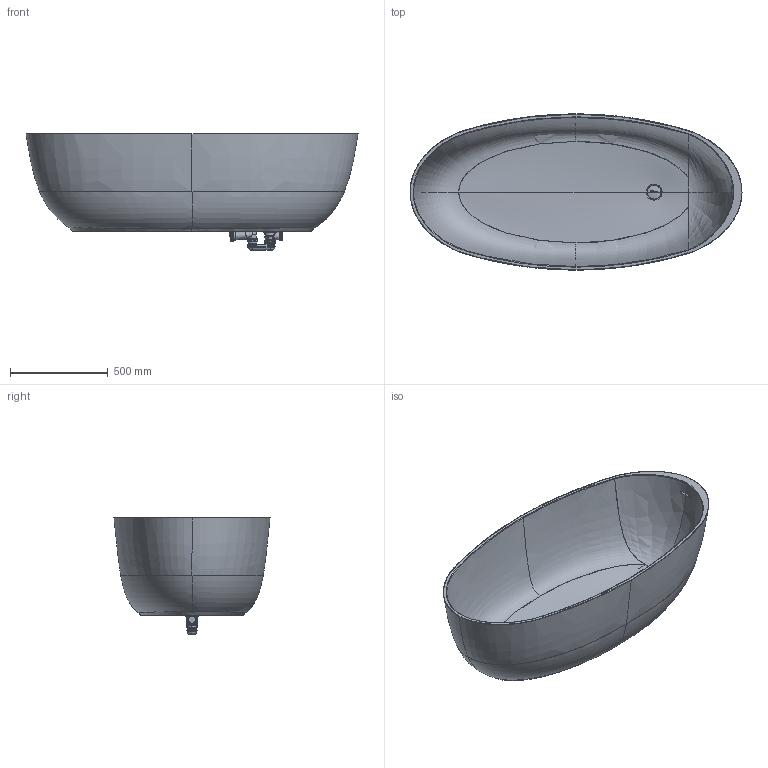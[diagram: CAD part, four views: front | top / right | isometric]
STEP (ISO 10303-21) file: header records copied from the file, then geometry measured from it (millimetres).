
FILE_DESCRIPTION(/* description */ (''),/* implementation_level */ '2;1');
FILE_NAME(/* name */ 'DELIGH~2',/* time_stamp */ '2016-06-28T14:10:02+02:00',/* author */ (''),/* organization */ (''),/* preprocessor_version */ 'ST-DEVELOPER v15',/* originating_system */ '',/* authorisation */ '');
FILE_SCHEMA (('AUTOMOTIVE_DESIGN_CC2'));
Products named in the file (1): Document
Bounding box: 1700.03 x 799.95 x 597.18 mm (x, y, z)
Volume: 14030 mm3; surface area: 5248691 mm2
Topology: 20 solids, 668 shells, 1374 faces, 5306 edges, 4494 vertices
Faces by surface type: bspline 1118, plane 256
Entity records: 441414 total; most frequent: CARTESIAN_POINT 408718, ORIENTED_EDGE 6908, EDGE_CURVE 5070, VERTEX_POINT 4260, B_SPLINE_CURVE_WITH_KNOTS 3487, EDGE_LOOP 1490, ADVANCED_FACE 1374, FACE_OUTER_BOUND 1374
